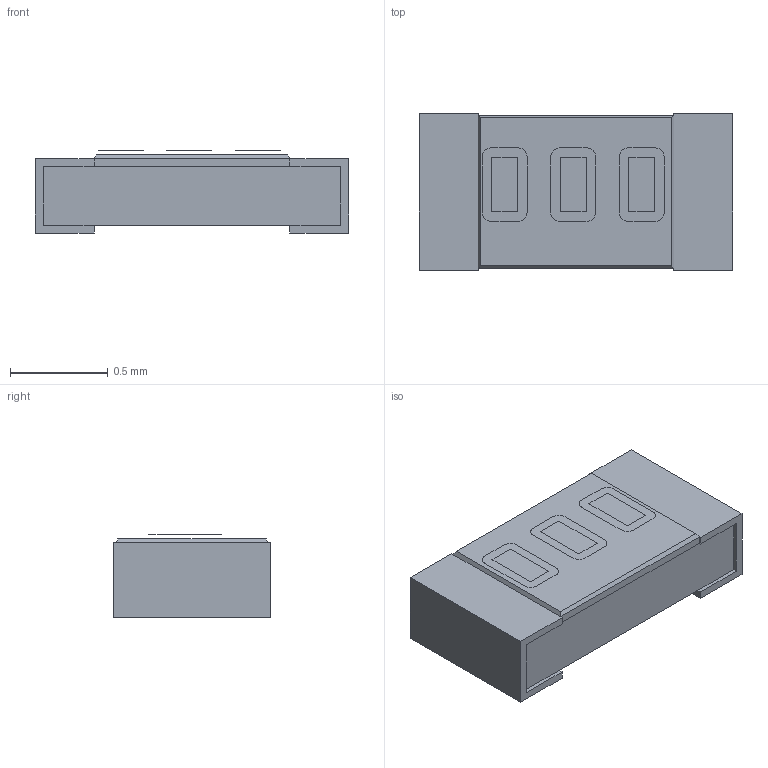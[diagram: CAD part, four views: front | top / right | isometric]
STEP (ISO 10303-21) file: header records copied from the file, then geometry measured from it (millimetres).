
FILE_DESCRIPTION (( 'STEP AP214' ), '1' );
FILE_NAME ('User Library-R0603_0R.STEP', '2019-11-20T08:08:13', ( '' ), ( '' ), 'SwSTEP 2.0', 'SolidWorks 2019', '' );
FILE_SCHEMA (( 'AUTOMOTIVE_DESIGN' ));
Length unit declared in the file: millimetre
Products named in the file (3): User_Library-res0603-1; User Library-R0603_0R; ShapeString
Assembly tree (2 placements, depth 2):
  User Library-R0603_0R
    User_Library-res0603-1
    ShapeString
Bounding box: 1.6 x 0.8 x 0.42 mm (x, y, z)
Volume: 0.5 mm3; surface area: 4.6 mm2
Topology: 1 solids, 4 shells, 39 faces, 138 edges, 104 vertices
Faces by surface type: plane 39
Entity records: 1695 total; most frequent: CARTESIAN_POINT 359, ORIENTED_EDGE 228, DIRECTION 204, EDGE_CURVE 138, LINE 114, VECTOR 114, VERTEX_POINT 104, AXIS2_PLACEMENT_3D 45
